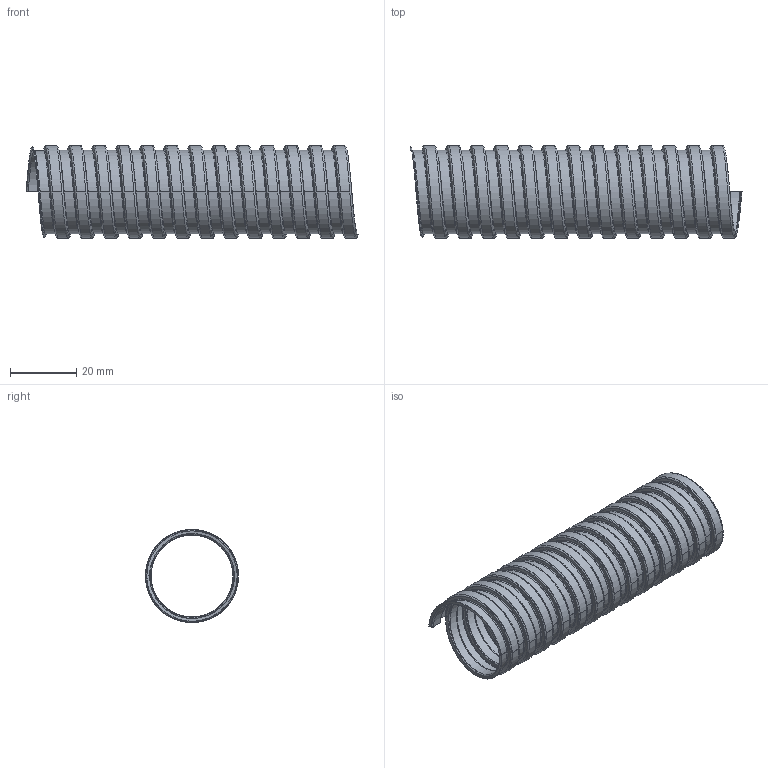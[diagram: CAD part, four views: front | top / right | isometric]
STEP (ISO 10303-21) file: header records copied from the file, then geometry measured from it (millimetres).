
FILE_DESCRIPTION(/* description */ ('Металлорукав Р3-Ц','CAx-IF Rec.Pracs.---Representation and Presentation of Product Manufacturing Information (PMI)---4.0---2014-10-13'),/* implementation_level */ '2;1');
FILE_NAME(/* name */ '',/* time_stamp */ '2025-05-30T13:51:54+07:00',/* author */ ('zeta-82'),/* organization */ ('ЗЭТА'),/* preprocessor_version */ 'ST-DEVELOPER v19.2',/* originating_system */ 'Autodesk Inventor 2024',/* authorisation */ '');
FILE_SCHEMA (('AP242_MANAGED_MODEL_BASED_3D_ENGINEERING_MIM_LF { 1 0 10303 442 1 1 4 }'));
Length unit declared in the file: millimetre
Products named in the file (1): ЗЭТА.104.210.000-08
Bounding box: 100 x 28 x 28 mm (x, y, z)
Volume: 2172.7 mm3; surface area: 22188.6 mm2
Topology: 1 solids, 1 shells, 100 faces, 294 edges, 196 vertices
Faces by surface type: cylinder 84, bspline 14, plane 2
Full cylindrical faces by diameter (mm): 24.7 x12, 25.1 x12, 25.5 x12, 27.2 x12, 27.6 x12, 28 x12
Entity records: 17402 total; most frequent: CARTESIAN_POINT 14908, ORIENTED_EDGE 588, DIRECTION 344, EDGE_CURVE 294, VERTEX_POINT 196, B_SPLINE_CURVE_WITH_KNOTS 176, AXIS2_PLACEMENT_3D 121, LINE 102
